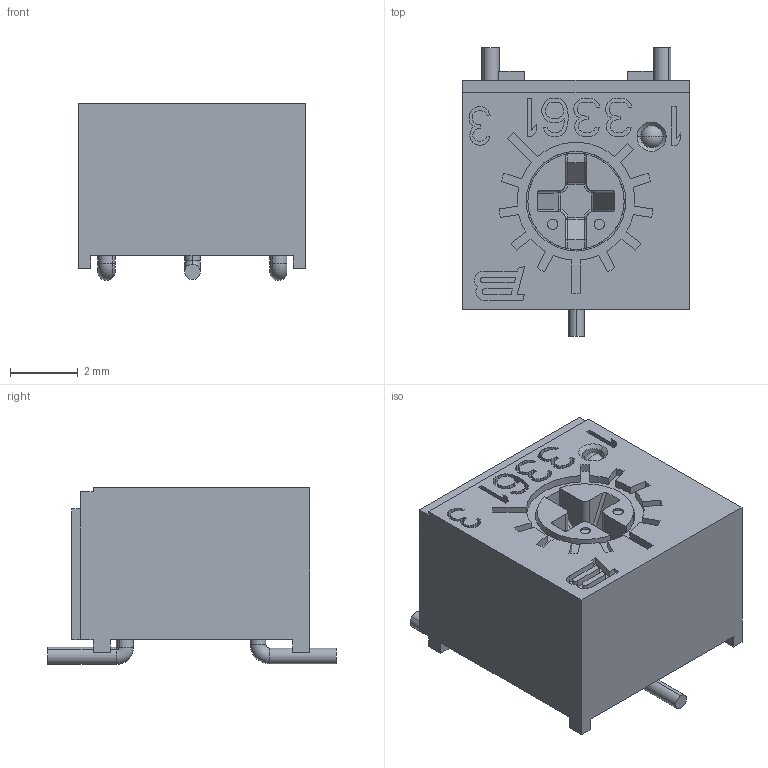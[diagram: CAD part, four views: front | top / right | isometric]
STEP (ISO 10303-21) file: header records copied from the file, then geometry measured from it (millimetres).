
FILE_DESCRIPTION((''),'2;1');
FILE_NAME('3361P','2007-11-12T',('perryw1'),('Bourns, Inc.'),'PRO/ENGINEER BY PARAMETRIC TECHNOLOGY CORPORATION, 2001200','PRO/ENGINEER BY PARAMETRIC TECHNOLOGY CORPORATION, 2001200','');
FILE_SCHEMA(('CONFIG_CONTROL_DESIGN'));
Length unit declared in the file: inch
Products named in the file (1): 3361P
Bounding box: 6.71 x 8.53 x 5.23 mm (x, y, z)
Volume: 200.3 mm3; surface area: 294 mm2
Topology: 1 solids, 8 shells, 487 faces, 1322 edges, 866 vertices
Faces by surface type: plane 385, cylinder 74, torus 10, bspline 8, sphere 8, cone 2
Entity records: 15398 total; most frequent: CARTESIAN_POINT 3096, ORIENTED_EDGE 2636, DIRECTION 2377, EDGE_CURVE 1318, VECTOR 1117, LINE 1117, VERTEX_POINT 866, AXIS2_PLACEMENT_3D 630
